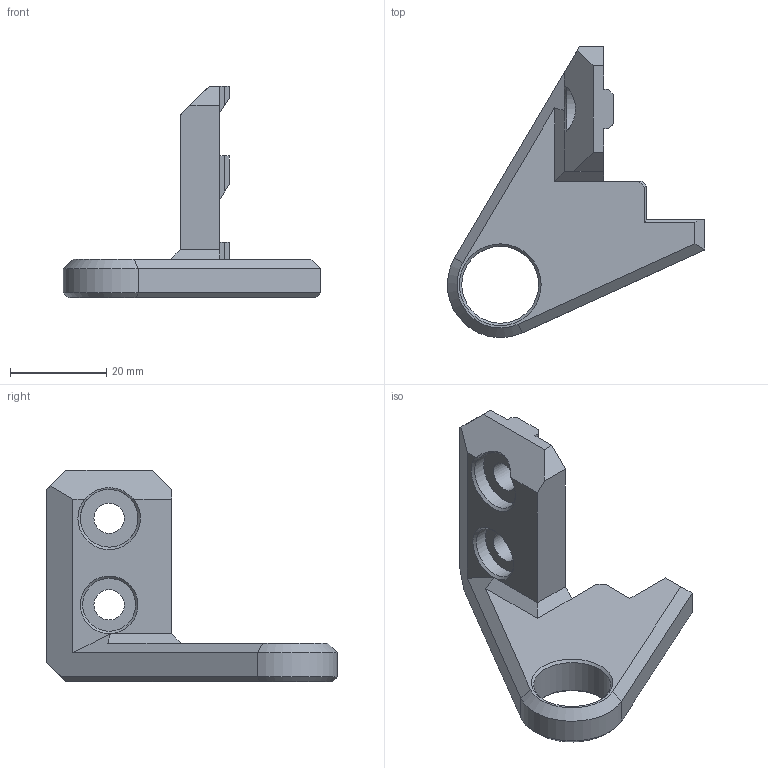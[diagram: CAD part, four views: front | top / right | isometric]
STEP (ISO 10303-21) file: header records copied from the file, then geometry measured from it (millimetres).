
FILE_DESCRIPTION(/* description */ (''),/* implementation_level */ '2;1');
FILE_NAME(/* name */ 'lead_screw_constraint_front_right.step',/* time_stamp */ '2022-06-06T13:20:49+01:00',/* author */ (''),/* organization */ (''),/* preprocessor_version */ 'ST-DEVELOPER v19',/* originating_system */ 'Autodesk Translation Framework v11.7.0.108',/* authorisation */ '');
FILE_SCHEMA (('AUTOMOTIVE_DESIGN { 1 0 10303 214 3 1 1 }'));
Length unit declared in the file: millimetre
Products named in the file (1): lead_screw_constraint_front_right
Bounding box: 53.5 x 60.47 x 44 mm (x, y, z)
Volume: 16494.7 mm3; surface area: 6852 mm2
Topology: 1 solids, 1 shells, 74 faces, 187 edges, 117 vertices
Faces by surface type: plane 61, cone 6, cylinder 6, bspline 1
Full cylindrical faces by diameter (mm): 6.3 x2, 11 x1, 12 x1, 16 x1
Entity records: 2256 total; most frequent: CARTESIAN_POINT 434, ORIENTED_EDGE 374, DIRECTION 348, EDGE_CURVE 187, LINE 162, VECTOR 162, VERTEX_POINT 117, AXIS2_PLACEMENT_3D 93
